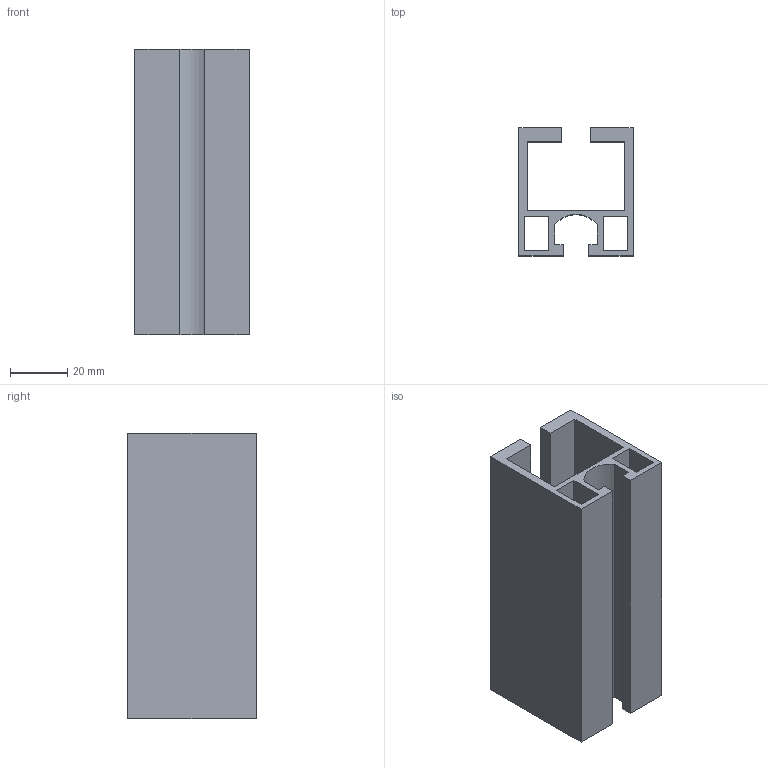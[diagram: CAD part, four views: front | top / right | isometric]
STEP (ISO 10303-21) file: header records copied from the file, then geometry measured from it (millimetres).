
FILE_DESCRIPTION((''),'2;1');
FILE_NAME('AF4045-8.stp','2013-10-18T09:12:59',('user'),(''),'Autodesk Inventor 2012','Autodesk Inventor 2012','');
FILE_SCHEMA(('AUTOMOTIVE_DESIGN { 1 0 10303 214 1 1 1 1 }'));
Length unit declared in the file: millimetre
Products named in the file (1): AF4045-8
Bounding box: 40 x 45 x 100 mm (x, y, z)
Volume: 55139.2 mm3; surface area: 40523.5 mm2
Topology: 1 solids, 1 shells, 30 faces, 84 edges, 56 vertices
Faces by surface type: plane 29, cylinder 1
Entity records: 984 total; most frequent: CARTESIAN_POINT 171, ORIENTED_EDGE 168, DIRECTION 148, EDGE_CURVE 84, VECTOR 82, LINE 82, VERTEX_POINT 56, EDGE_LOOP 34
